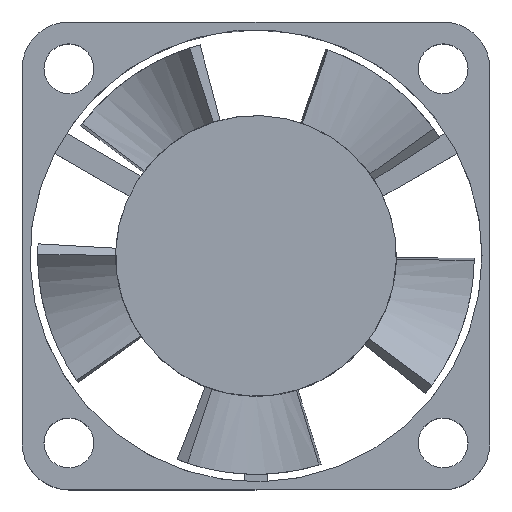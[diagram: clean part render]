
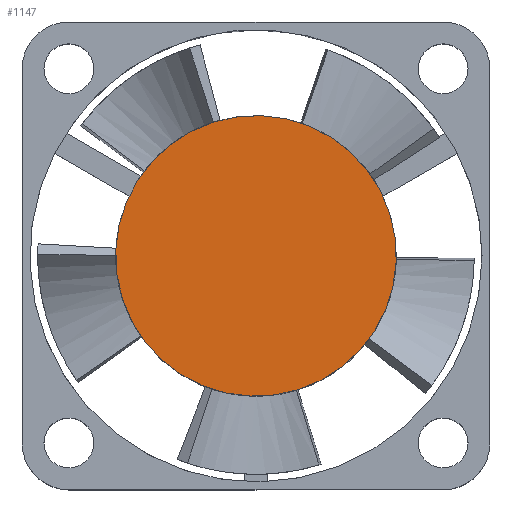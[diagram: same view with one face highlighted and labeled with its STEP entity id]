
A CAD part, top view. The second image highlights one B-rep face of the part: STEP entity #1147.
In plain terms, the highlighted face is planar.
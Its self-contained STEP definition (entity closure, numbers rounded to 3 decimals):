
#280 = VERTEX_POINT ( 'NONE', #281 ) ;
#281 = CARTESIAN_POINT ( 'NONE',  ( -10., -9., 0. ) ) ;
#1053 = CARTESIAN_POINT ( 'NONE',  ( -10., 0., 0. ) ) ;
#1054 = DIRECTION ( 'NONE',  ( -1., 0., 0. ) ) ;
#1055 = DIRECTION ( 'NONE',  ( 0., -1., 0. ) ) ;
#1147 = ADVANCED_FACE ( 'NONE', ( #1359 ), #2600, .F. ) ;
#1215 = EDGE_LOOP ( 'NONE', ( #1930 ) ) ;
#1359 = FACE_OUTER_BOUND ( 'NONE', #1215, .T. ) ;
#1515 = CIRCLE ( 'NONE', #2294, 9. ) ;
#1930 = ORIENTED_EDGE ( 'NONE', *, *, #2119, .T. ) ;
#2119 = EDGE_CURVE ( 'NONE', #280, #280, #1515, .T. ) ;
#2239 = AXIS2_PLACEMENT_3D ( 'NONE', #2603, #2620, #2621 ) ;
#2294 = AXIS2_PLACEMENT_3D ( 'NONE', #1053, #1054, #1055 ) ;
#2600 = PLANE ( 'NONE',  #2239 ) ;
#2603 = CARTESIAN_POINT ( 'NONE',  ( -10., 0., 0. ) ) ;
#2620 = DIRECTION ( 'NONE',  ( 1., 0., 0. ) ) ;
#2621 = DIRECTION ( 'NONE',  ( 0., 1., 0. ) ) ;
